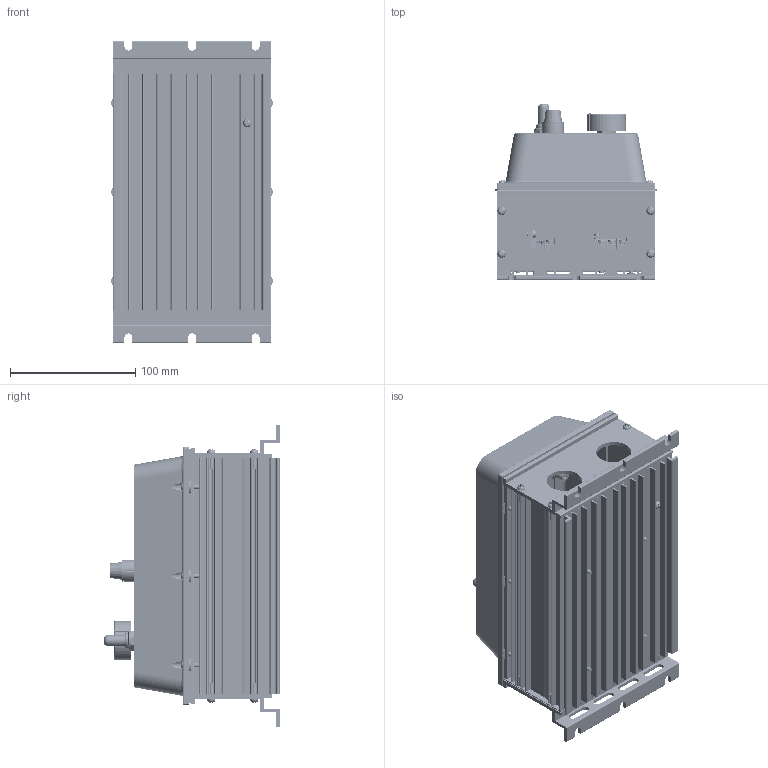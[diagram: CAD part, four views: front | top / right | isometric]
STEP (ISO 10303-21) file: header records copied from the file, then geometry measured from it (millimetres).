
FILE_DESCRIPTION (( 'STEP AP214' ), '1' );
FILE_NAME ('GSD4-240-10N4X.STEP', '2015-05-04T20:13:23', ( '' ), ( '' ), 'SwSTEP 2.0', 'SolidWorks 2014', '' );
FILE_SCHEMA (( 'AUTOMOTIVE_DESIGN' ));
Length unit declared in the file: inch
Products named in the file (80): GK4; Q6; HDM6; DIP6_WHITE; EX24; Fuse Nut; VARR500-890X440; HDTCABLE; CAP_AXIAL_16.51S-4D-4.1H; HDS8SL3_8SZ; P1; FUSE HOLDER ASSEMBLY; RESA_675_130; GSD4-240-10N4X; HDN3_8SD; TBLK8POS-8.26MM-1.78SRND; Gasket; TH_CAP_AXIAL_19.050S-12L-5.25D-5.35H; CV10; C9; HDW2; TH_CAP_AXIAL_15.24S-2.54D-2.55H; LX91; C6; FUSE TAB; TH_CAP_AXIAL_20S-16L-8D-8.2H; GK5; C3; FUSE HOLDER; POT_14MMSQ_TW; Screw_NO6-TypeB-12.70mm Gray; CAPR635-500X300; FUSE CAP; Q62; Nut_No6-with_Lockwasher-Green; Board; FUSE; BTERM200-250X32-58RND; Nut_No6-GREEN; Screw_NO6-TypeB-12.70mm_2 ...
Assembly tree (140 placements, depth 5):
  GSD4-240-10N4X
    EX24
    EP20
    EP19
    Screw_NO6-TypeB-12.70mm  x7
    LP4
    SW250SEAL - NUT ASSEMBLY
      SW250SEAL
      Nut-Switch_Basic-0.5575W-.4625Dia
    HDNSW1
    Speed_Pot
    Screw_NO6-TypeB-9.52mm_CPY
    Screw_NO6-TypeB-12.70mm_2  x6
    125-Assembly
      2033F_125
        Board
        C3
          CAPR635-500X300
        C6
          CAPR635-500X300
        C9
          CAPR635-500X300
        P1
          TBLK8POS-8.26MM-1.78SRND
        Q6
          VARR500-890X440
        R1
          RES_AXIAL_25.4S-20.75L-7.2D-12.25H
        R24
          RES_AXIAL_25.4S-22.4L-9.7W-.600H
        U5
          DIP8
        Q58
          DIOA500-120x240-40-RND
        Q59
          DIOA500-120x240-40-RND
        Q61
          DIOA500-120x240-40-RND
        Q62
          BTERM200-250X32-58RND
        Free-Models
          POT_14MMSQ_TW  x4
          TH_CAP_AXIAL_20S-16L-8D-8.2H
          TH_CAP_AXIAL_15.24S-2.54D-2.55H  x2
          TH_CAP_AXIAL_19.050S-12L-5.25D-5.35H  x2
          RESA_675_130  x22
          CAP_AXIAL_16.51S-4D-4.1H  x2
          DIP6_WHITE
          DO-35  x4
          cn5sofp
          TO-92-2.54S
        TO-220AB-TYPE52  x5
      125_Metal
      HDS6P3_16Z  x5
    Screw_NO6-TypeB-9.52mm Gray  x4
    Nut_No6-GREEN
    Nut_No6-with_Lockwasher-Green
    Screw_NO6-TypeB-12.70mm Gray  x3
    GK5  x2
    LX91
Bounding box: 129.13 x 141.26 x 241.3 mm (x, y, z)
Volume: 638681.9 mm3; surface area: 466015.6 mm2
Topology: 123 solids, 129 shells, 7108 faces, 17678 edges, 11260 vertices
Faces by surface type: plane 3712, cylinder 2527, torus 626, cone 108, sphere 99, bspline 36
Entity records: 168071 total; most frequent: CARTESIAN_POINT 26800, DIRECTION 22510, ORIENTED_EDGE 21672, EDGE_CURVE 10836, AXIS2_PLACEMENT_3D 7867, VERTEX_POINT 6964, LINE 6776, VECTOR 6776
